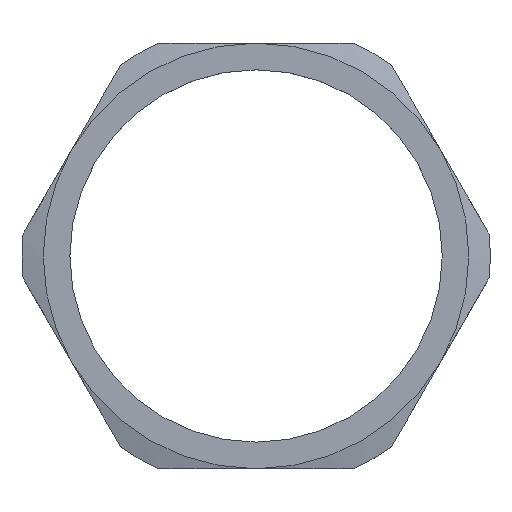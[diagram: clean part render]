
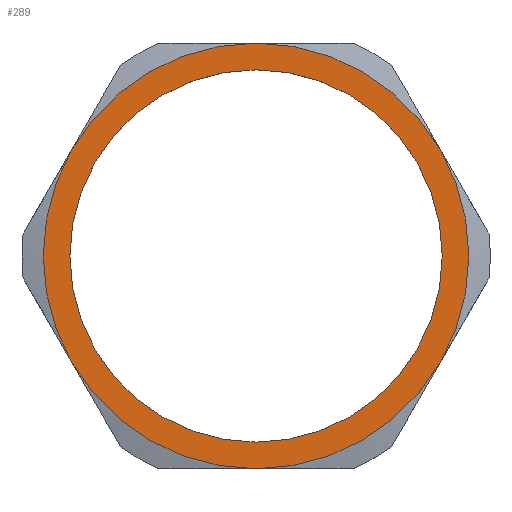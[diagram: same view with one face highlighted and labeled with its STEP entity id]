
A CAD part, top view. The second image highlights one B-rep face of the part: STEP entity #289.
In plain terms, the highlighted planar face has unit normal (0, 0, 1).
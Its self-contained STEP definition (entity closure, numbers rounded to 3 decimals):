
#23 = EDGE_CURVE ( 'NONE', #150, #202, #65, .T. ) ;
#29 = ORIENTED_EDGE ( 'NONE', *, *, #777, .F. ) ;
#34 = CIRCLE ( 'NONE', #296, 30. ) ;
#41 = ORIENTED_EDGE ( 'NONE', *, *, #787, .F. ) ;
#45 = EDGE_LOOP ( 'NONE', ( #101, #29, #320, #273, #794, #545 ) ) ;
#65 = CIRCLE ( 'NONE', #516, 30. ) ;
#101 = ORIENTED_EDGE ( 'NONE', *, *, #595, .F. ) ;
#122 = EDGE_LOOP ( 'NONE', ( #41, #165 ) ) ;
#148 = VERTEX_POINT ( 'NONE', #309 ) ;
#150 = VERTEX_POINT ( 'NONE', #379 ) ;
#163 = AXIS2_PLACEMENT_3D ( 'NONE', #225, #224, #221 ) ;
#165 = ORIENTED_EDGE ( 'NONE', *, *, #696, .F. ) ;
#175 = AXIS2_PLACEMENT_3D ( 'NONE', #301, #299, #295 ) ;
#193 = EDGE_CURVE ( 'NONE', #202, #359, #660, .T. ) ;
#198 = FACE_OUTER_BOUND ( 'NONE', #45, .T. ) ;
#202 = VERTEX_POINT ( 'NONE', #732 ) ;
#214 = VERTEX_POINT ( 'NONE', #737 ) ;
#221 = DIRECTION ( 'NONE',  ( 1., 0., 0. ) ) ;
#224 = DIRECTION ( 'NONE',  ( 0., 0., 1. ) ) ;
#225 = CARTESIAN_POINT ( 'NONE',  ( 0., 0., 2.5 ) ) ;
#227 = AXIS2_PLACEMENT_3D ( 'NONE', #403, #402, #398 ) ;
#231 = AXIS2_PLACEMENT_3D ( 'NONE', #468, #466, #464 ) ;
#235 = CIRCLE ( 'NONE', #231, 30. ) ;
#242 = AXIS2_PLACEMENT_3D ( 'NONE', #509, #505, #504 ) ;
#260 = VERTEX_POINT ( 'NONE', #690 ) ;
#269 = FACE_BOUND ( 'NONE', #122, .T. ) ;
#273 = ORIENTED_EDGE ( 'NONE', *, *, #193, .F. ) ;
#289 = ADVANCED_FACE ( 'NONE', ( #269, #198 ), #681, .T. ) ;
#295 = DIRECTION ( 'NONE',  ( 0., 1., 0. ) ) ;
#296 = AXIS2_PLACEMENT_3D ( 'NONE', #592, #589, #587 ) ;
#299 = DIRECTION ( 'NONE',  ( 0., 0., -1. ) ) ;
#301 = CARTESIAN_POINT ( 'NONE',  ( 0., 0., 2.5 ) ) ;
#306 = VERTEX_POINT ( 'NONE', #705 ) ;
#307 = AXIS2_PLACEMENT_3D ( 'NONE', #688, #679, #678 ) ;
#309 = CARTESIAN_POINT ( 'NONE',  ( 25.981, 15., 2.5 ) ) ;
#320 = ORIENTED_EDGE ( 'NONE', *, *, #537, .F. ) ;
#359 = VERTEX_POINT ( 'NONE', #656 ) ;
#374 = AXIS2_PLACEMENT_3D ( 'NONE', #763, #761, #760 ) ;
#379 = CARTESIAN_POINT ( 'NONE',  ( 25.981, -15., 2.5 ) ) ;
#398 = DIRECTION ( 'NONE',  ( 1., 0., 0. ) ) ;
#402 = DIRECTION ( 'NONE',  ( 0., 0., 1. ) ) ;
#403 = CARTESIAN_POINT ( 'NONE',  ( 0., 0., 2.5 ) ) ;
#464 = DIRECTION ( 'NONE',  ( 0., 1., 0. ) ) ;
#466 = DIRECTION ( 'NONE',  ( 0., 0., -1. ) ) ;
#468 = CARTESIAN_POINT ( 'NONE',  ( 0., 0., 2.5 ) ) ;
#497 = CIRCLE ( 'NONE', #163, 26.25 ) ;
#504 = DIRECTION ( 'NONE',  ( 0., 1., 0. ) ) ;
#505 = DIRECTION ( 'NONE',  ( 0., 0., -1. ) ) ;
#509 = CARTESIAN_POINT ( 'NONE',  ( 0., 0., 2.5 ) ) ;
#516 = AXIS2_PLACEMENT_3D ( 'NONE', #764, #580, #670 ) ;
#517 = CARTESIAN_POINT ( 'NONE',  ( 26.25, 0., 2.5 ) ) ;
#537 = EDGE_CURVE ( 'NONE', #359, #306, #34, .T. ) ;
#545 = ORIENTED_EDGE ( 'NONE', *, *, #621, .F. ) ;
#580 = DIRECTION ( 'NONE',  ( 0., 0., -1. ) ) ;
#587 = DIRECTION ( 'NONE',  ( 0., 1., 0. ) ) ;
#589 = DIRECTION ( 'NONE',  ( 0., 0., -1. ) ) ;
#592 = CARTESIAN_POINT ( 'NONE',  ( 0., 0., 2.5 ) ) ;
#595 = EDGE_CURVE ( 'NONE', #260, #148, #605, .T. ) ;
#605 = CIRCLE ( 'NONE', #242, 30. ) ;
#612 = VERTEX_POINT ( 'NONE', #517 ) ;
#621 = EDGE_CURVE ( 'NONE', #148, #150, #235, .T. ) ;
#656 = CARTESIAN_POINT ( 'NONE',  ( -25.981, -15., 2.5 ) ) ;
#660 = CIRCLE ( 'NONE', #374, 30. ) ;
#670 = DIRECTION ( 'NONE',  ( 0., 1., 0. ) ) ;
#678 = DIRECTION ( 'NONE',  ( 1., 0., 0. ) ) ;
#679 = DIRECTION ( 'NONE',  ( 0., 0., 1. ) ) ;
#681 = PLANE ( 'NONE',  #307 ) ;
#688 = CARTESIAN_POINT ( 'NONE',  ( 0., 0., 2.5 ) ) ;
#690 = CARTESIAN_POINT ( 'NONE',  ( 0., 30., 2.5 ) ) ;
#694 = CIRCLE ( 'NONE', #227, 26.25 ) ;
#696 = EDGE_CURVE ( 'NONE', #214, #612, #694, .T. ) ;
#705 = CARTESIAN_POINT ( 'NONE',  ( -25.981, 15., 2.5 ) ) ;
#732 = CARTESIAN_POINT ( 'NONE',  ( 0., -30., 2.5 ) ) ;
#737 = CARTESIAN_POINT ( 'NONE',  ( -26.25, 0., 2.5 ) ) ;
#760 = DIRECTION ( 'NONE',  ( 0., 1., 0. ) ) ;
#761 = DIRECTION ( 'NONE',  ( 0., 0., -1. ) ) ;
#763 = CARTESIAN_POINT ( 'NONE',  ( 0., 0., 2.5 ) ) ;
#764 = CARTESIAN_POINT ( 'NONE',  ( 0., 0., 2.5 ) ) ;
#777 = EDGE_CURVE ( 'NONE', #306, #260, #797, .T. ) ;
#787 = EDGE_CURVE ( 'NONE', #612, #214, #497, .T. ) ;
#794 = ORIENTED_EDGE ( 'NONE', *, *, #23, .F. ) ;
#797 = CIRCLE ( 'NONE', #175, 30. ) ;
